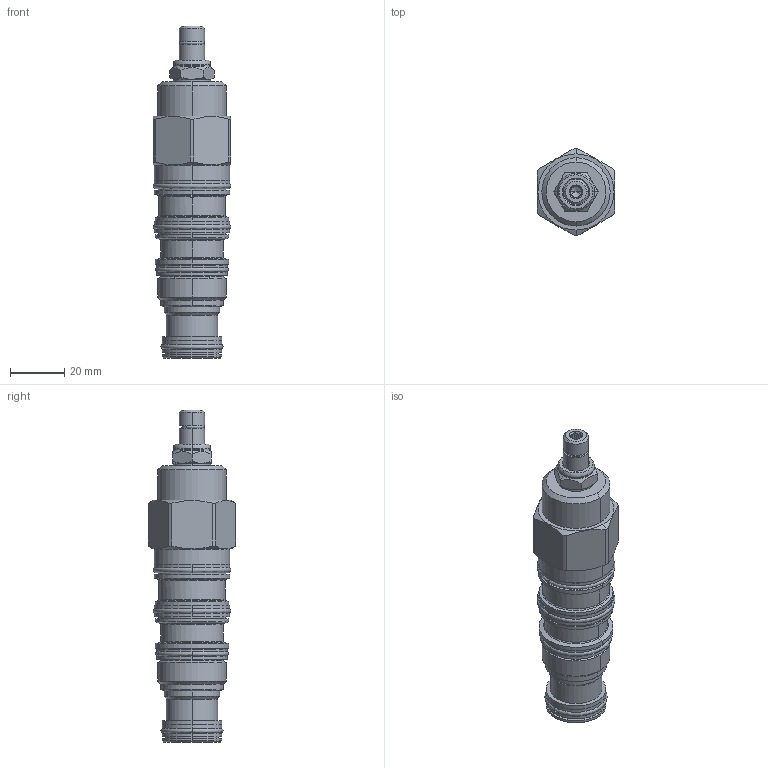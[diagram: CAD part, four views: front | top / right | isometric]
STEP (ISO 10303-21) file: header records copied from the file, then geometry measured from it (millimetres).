
FILE_DESCRIPTION((''),'2;1');
FILE_NAME('DOFP-LAN_PRT','2014-06-19T',('Administrator'),(''),'PRO/ENGINEER BY PARAMETRIC TECHNOLOGY CORPORATION, 2006240','PRO/ENGINEER BY PARAMETRIC TECHNOLOGY CORPORATION, 2006240','');
FILE_SCHEMA(('CONFIG_CONTROL_DESIGN'));
Length unit declared in the file: inch
Products named in the file (1): DOFP-LAN_PRT
Bounding box: 28.8 x 32.21 x 122.86 mm (x, y, z)
Volume: 54514.5 mm3; surface area: 14701 mm2
Topology: 6 solids, 7 shells, 240 faces, 538 edges, 321 vertices
Faces by surface type: cylinder 85, plane 60, cone 44, torus 35, revolution 16
Entity records: 8496 total; most frequent: CARTESIAN_POINT 3071, DIRECTION 1194, ORIENTED_EDGE 1064, EDGE_CURVE 532, AXIS2_PLACEMENT_3D 502, VERTEX_POINT 321, CIRCLE 278, EDGE_LOOP 267
